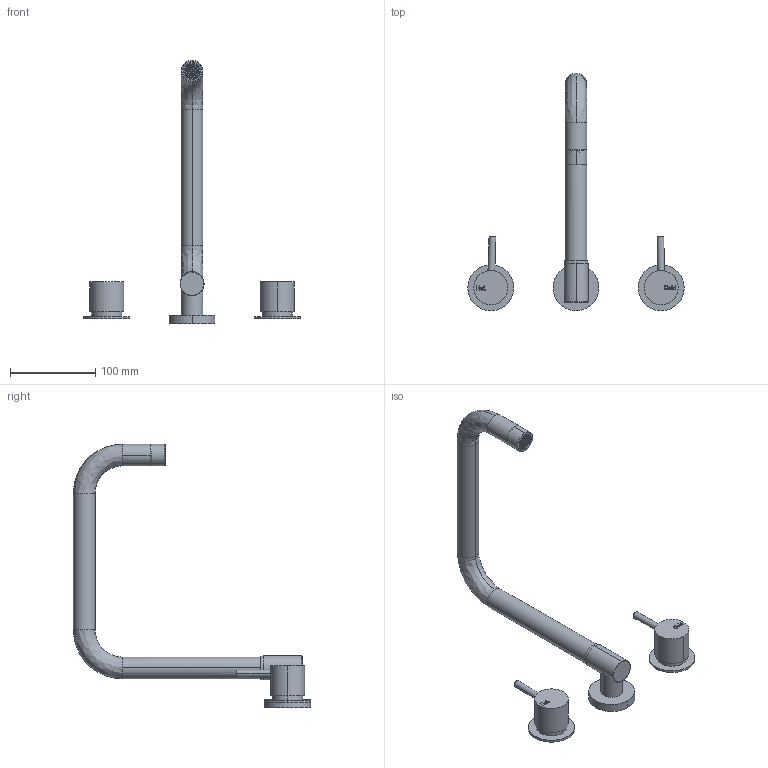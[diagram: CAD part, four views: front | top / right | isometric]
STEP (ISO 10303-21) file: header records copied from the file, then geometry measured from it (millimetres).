
FILE_DESCRIPTION (( 'STEP AP214' ), '1' );
FILE_NAME ('SUSSEX_SCALA_SWSSQ_wall_spa_set_square_shell.STEP', '2021-07-12T02:57:41', ( '' ), ( '' ), 'SwSTEP 2.0', 'SolidWorks 2020', '' );
FILE_SCHEMA (( 'AUTOMOTIVE_DESIGN' ));
Length unit declared in the file: millimetre
Products named in the file (1): SUSSEX_SCALA_SWSSQ_wall_spa_set_square_shell
Bounding box: 254 x 278.51 x 309.4 mm (x, y, z)
Volume: 415970.6 mm3; surface area: 97943.3 mm2
Topology: 14 solids, 15 shells, 458 faces, 1411 edges, 812 vertices
Faces by surface type: cylinder 281, plane 85, bspline 65, cone 21, torus 6
Entity records: 26295 total; most frequent: CARTESIAN_POINT 11120, ORIENTED_EDGE 2822, DIRECTION 1716, EDGE_CURVE 1411, VERTEX_POINT 812, VECTOR 654, LINE 654, B_SPLINE_CURVE_WITH_KNOTS 603
